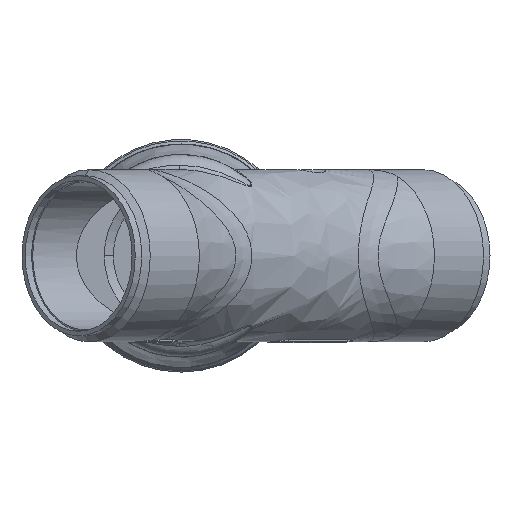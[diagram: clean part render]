
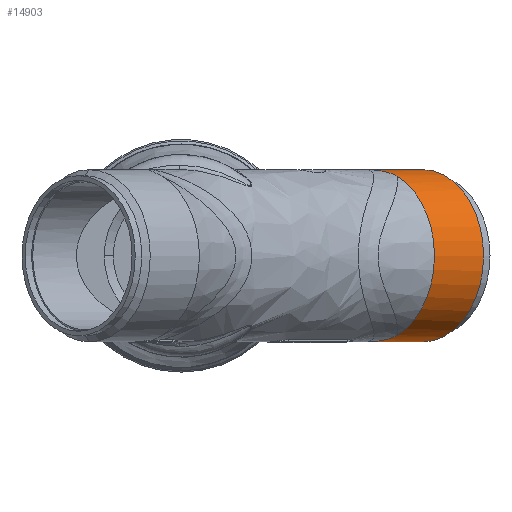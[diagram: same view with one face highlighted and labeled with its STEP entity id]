
A CAD part, front view. The second image highlights one B-rep face of the part: STEP entity #14903.
In plain terms, the highlighted cylindrical face has radius 28.5 mm (diameter 57 mm), a partial arc.
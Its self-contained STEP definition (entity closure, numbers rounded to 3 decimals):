
#610 = CARTESIAN_POINT ( 'NONE',  ( 0., 0., 0. ) ) ;
#851 = CARTESIAN_POINT ( 'NONE',  ( 88., -11.092, -26.253 ) ) ;
#863 = LINE ( 'NONE', #16756, #6215 ) ;
#921 = CARTESIAN_POINT ( 'NONE',  ( 85.075, -1.637, -28.456 ) ) ;
#1007 = FACE_OUTER_BOUND ( 'NONE', #10983, .T. ) ;
#1150 = CARTESIAN_POINT ( 'NONE',  ( 83.796, 0., 28.5 ) ) ;
#1285 = CARTESIAN_POINT ( 'NONE',  ( 87.561, -7.203, 27.579 ) ) ;
#1352 = CARTESIAN_POINT ( 'NONE',  ( 86.168, -3.401, 28.31 ) ) ;
#2344 = VERTEX_POINT ( 'NONE', #18322 ) ;
#2553 = CARTESIAN_POINT ( 'NONE',  ( 84.133, -0.397, -28.498 ) ) ;
#2585 = CARTESIAN_POINT ( 'NONE',  ( 84.136, -0.393, 28.5 ) ) ;
#2693 = DIRECTION ( 'NONE',  ( 1., 0., 0. ) ) ;
#4186 = DIRECTION ( 'NONE',  ( -1., 0., 0. ) ) ;
#4476 = CARTESIAN_POINT ( 'NONE',  ( 85.076, -1.637, 28.456 ) ) ;
#4765 = CARTESIAN_POINT ( 'NONE',  ( 88., 0., 0. ) ) ;
#5207 = ORIENTED_EDGE ( 'NONE', *, *, #13366, .F. ) ;
#5341 = VERTEX_POINT ( 'NONE', #12318 ) ;
#5485 = CARTESIAN_POINT ( 'NONE',  ( 85.365, -2.071, -28.428 ) ) ;
#5619 = CARTESIAN_POINT ( 'NONE',  ( 86.168, -3.401, -28.31 ) ) ;
#5837 = DIRECTION ( 'NONE',  ( 0., 0., 1. ) ) ;
#6112 = VERTEX_POINT ( 'NONE', #16583 ) ;
#6194 = EDGE_CURVE ( 'NONE', #11686, #12205, #12839, .T. ) ;
#6215 = VECTOR ( 'NONE', #4186, 1000. ) ;
#6405 = DIRECTION ( 'NONE',  ( 1., 0., 0. ) ) ;
#6432 = LINE ( 'NONE', #15149, #11580 ) ;
#6458 = ORIENTED_EDGE ( 'NONE', *, *, #14685, .T. ) ;
#6529 = EDGE_CURVE ( 'NONE', #2344, #5341, #15611, .T. ) ;
#7011 = DIRECTION ( 'NONE',  ( -1., 0., 0. ) ) ;
#7055 = CARTESIAN_POINT ( 'NONE',  ( 84.615, -1.009, -28.483 ) ) ;
#7381 = ORIENTED_EDGE ( 'NONE', *, *, #6194, .T. ) ;
#8844 = CARTESIAN_POINT ( 'NONE',  ( 111., 0., 0. ) ) ;
#9078 = CARTESIAN_POINT ( 'NONE',  ( 87.297, -6.225, 27.816 ) ) ;
#9269 = ORIENTED_EDGE ( 'NONE', *, *, #10170, .T. ) ;
#10144 = CARTESIAN_POINT ( 'NONE',  ( 87.922, -9.161, -27.007 ) ) ;
#10170 = EDGE_CURVE ( 'NONE', #6112, #17578, #15726, .T. ) ;
#10349 = CARTESIAN_POINT ( 'NONE',  ( 86.612, -4.32, -28.187 ) ) ;
#10465 = DIRECTION ( 'NONE',  ( -1., 0., 0. ) ) ;
#10663 = CARTESIAN_POINT ( 'NONE',  ( 85.365, -2.071, 28.428 ) ) ;
#10930 = CARTESIAN_POINT ( 'NONE',  ( 88., -11.092, 26.253 ) ) ;
#10983 = EDGE_LOOP ( 'NONE', ( #5207, #14301, #11875, #7381, #6458, #9269 ) ) ;
#11580 = VECTOR ( 'NONE', #10465, 1000. ) ;
#11686 = VERTEX_POINT ( 'NONE', #18250 ) ;
#11706 = CARTESIAN_POINT ( 'NONE',  ( 87.669, -7.695, -27.446 ) ) ;
#11768 = CARTESIAN_POINT ( 'NONE',  ( 83.796, 0., -28.5 ) ) ;
#11834 = CARTESIAN_POINT ( 'NONE',  ( 84.457, -0.803, -28.489 ) ) ;
#11875 = ORIENTED_EDGE ( 'NONE', *, *, #14376, .T. ) ;
#12110 = CARTESIAN_POINT ( 'NONE',  ( 83.796, 0., -28.5 ) ) ;
#12201 = CARTESIAN_POINT ( 'NONE',  ( 87.669, -7.696, 27.446 ) ) ;
#12205 = VERTEX_POINT ( 'NONE', #18829 ) ;
#12318 = CARTESIAN_POINT ( 'NONE',  ( 111., 0., -28.5 ) ) ;
#12407 = CARTESIAN_POINT ( 'NONE',  ( 86.613, -4.32, 28.187 ) ) ;
#12839 = B_SPLINE_CURVE_WITH_KNOTS ( 'NONE', 3,
 ( #1150, #2585, #18717, #4476, #10663, #1352, #12407, #16850, #9078, #1285, #12201, #20083, #18513, #10930 ),
 .UNSPECIFIED., .F., .F.,
 ( 4, 2, 2, 2, 2, 2, 4 ),
 ( 0., 0.002, 0.003, 0.006, 0.008, 0.009, 0.012 ),
 .UNSPECIFIED. ) ;
#13083 = DIRECTION ( 'NONE',  ( 0., 0., 1. ) ) ;
#13366 = EDGE_CURVE ( 'NONE', #5341, #17578, #863, .T. ) ;
#13392 = CYLINDRICAL_SURFACE ( 'NONE', #14632, 28.5 ) ;
#14021 = AXIS2_PLACEMENT_3D ( 'NONE', #8844, #2693, #5837 ) ;
#14301 = ORIENTED_EDGE ( 'NONE', *, *, #6529, .F. ) ;
#14376 = EDGE_CURVE ( 'NONE', #2344, #11686, #6432, .T. ) ;
#14632 = AXIS2_PLACEMENT_3D ( 'NONE', #610, #7011, #13083 ) ;
#14685 = EDGE_CURVE ( 'NONE', #12205, #6112, #18436, .T. ) ;
#14823 = CARTESIAN_POINT ( 'NONE',  ( 87.561, -7.203, -27.579 ) ) ;
#14891 = CARTESIAN_POINT ( 'NONE',  ( 87.143, -5.743, -27.92 ) ) ;
#14903 = ADVANCED_FACE ( 'NONE', ( #1007 ), #13392, .T. ) ;
#14955 = CARTESIAN_POINT ( 'NONE',  ( 87.297, -6.225, -27.816 ) ) ;
#15149 = CARTESIAN_POINT ( 'NONE',  ( 0., 0., 28.5 ) ) ;
#15611 = CIRCLE ( 'NONE', #14021, 28.5 ) ;
#15677 = AXIS2_PLACEMENT_3D ( 'NONE', #4765, #6405, #15818 ) ;
#15726 = B_SPLINE_CURVE_WITH_KNOTS ( 'NONE', 3,
 ( #851, #19514, #10144, #11706, #14823, #14955, #14891, #10349, #5619, #5485, #921, #7055, #11834, #2553, #17869, #11768 ),
 .UNSPECIFIED., .F., .F.,
 ( 4, 2, 2, 2, 2, 2, 2, 4 ),
 ( 0., 0.003, 0.005, 0.006, 0.009, 0.011, 0.012, 0.012 ),
 .UNSPECIFIED. ) ;
#15818 = DIRECTION ( 'NONE',  ( 0., 0., -1. ) ) ;
#16583 = CARTESIAN_POINT ( 'NONE',  ( 88., -11.092, -26.253 ) ) ;
#16756 = CARTESIAN_POINT ( 'NONE',  ( 0., 0., -28.5 ) ) ;
#16850 = CARTESIAN_POINT ( 'NONE',  ( 87.143, -5.743, 27.92 ) ) ;
#17578 = VERTEX_POINT ( 'NONE', #12110 ) ;
#17869 = CARTESIAN_POINT ( 'NONE',  ( 83.965, -0.195, -28.5 ) ) ;
#18250 = CARTESIAN_POINT ( 'NONE',  ( 83.796, 0., 28.5 ) ) ;
#18322 = CARTESIAN_POINT ( 'NONE',  ( 111., 0., 28.5 ) ) ;
#18436 = CIRCLE ( 'NONE', #15677, 28.5 ) ;
#18513 = CARTESIAN_POINT ( 'NONE',  ( 88., -10.131, 26.659 ) ) ;
#18717 = CARTESIAN_POINT ( 'NONE',  ( 84.462, -0.8, 28.492 ) ) ;
#18829 = CARTESIAN_POINT ( 'NONE',  ( 88., -11.092, 26.253 ) ) ;
#19514 = CARTESIAN_POINT ( 'NONE',  ( 88., -10.131, -26.659 ) ) ;
#20083 = CARTESIAN_POINT ( 'NONE',  ( 87.922, -9.161, 27.007 ) ) ;
